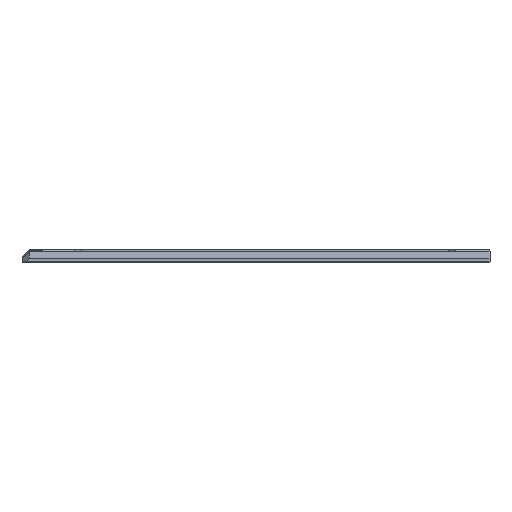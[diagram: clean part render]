
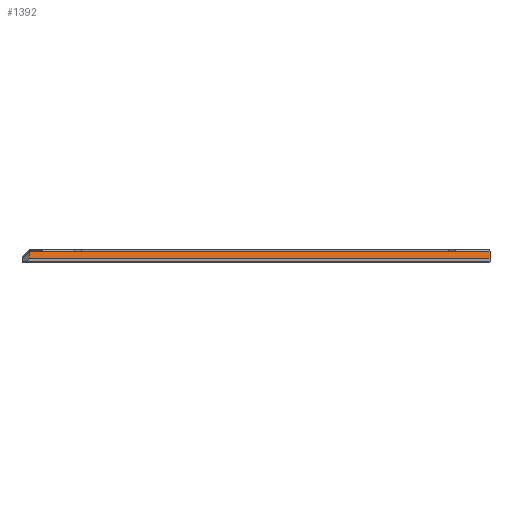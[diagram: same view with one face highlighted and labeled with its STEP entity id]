
A CAD part, top view. The second image highlights one B-rep face of the part: STEP entity #1392.
In plain terms, the highlighted planar face has unit normal (0, 0.866, 0.5).
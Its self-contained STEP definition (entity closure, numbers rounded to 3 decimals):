
#100=FACE_OUTER_BOUND('',#173,.T.);
#173=EDGE_LOOP('',(#967,#968,#969,#970));
#244=LINE('',#1942,#426);
#273=LINE('',#2001,#455);
#274=LINE('',#2003,#456);
#275=LINE('',#2004,#457);
#426=VECTOR('',#1578,10.);
#455=VECTOR('',#1619,10.);
#456=VECTOR('',#1620,10.);
#457=VECTOR('',#1621,10.);
#608=VERTEX_POINT('',#1939);
#609=VERTEX_POINT('',#1941);
#633=VERTEX_POINT('',#2000);
#634=VERTEX_POINT('',#2002);
#734=EDGE_CURVE('',#609,#608,#244,.T.);
#763=EDGE_CURVE('',#608,#633,#273,.T.);
#764=EDGE_CURVE('',#634,#633,#274,.T.);
#765=EDGE_CURVE('',#634,#609,#275,.T.);
#967=ORIENTED_EDGE('',*,*,#734,.T.);
#968=ORIENTED_EDGE('',*,*,#763,.T.);
#969=ORIENTED_EDGE('',*,*,#764,.F.);
#970=ORIENTED_EDGE('',*,*,#765,.T.);
#1327=PLANE('',#1488);
#1392=ADVANCED_FACE('',(#100),#1327,.T.);
#1488=AXIS2_PLACEMENT_3D('',#1999,#1617,#1618);
#1578=DIRECTION('',(0.,0.5,-0.866));
#1617=DIRECTION('center_axis',(0.,0.866,0.5));
#1618=DIRECTION('ref_axis',(0.,-0.5,0.866));
#1619=DIRECTION('',(-1.,0.,0.));
#1620=DIRECTION('',(0.,0.5,-0.866));
#1621=DIRECTION('',(1.,0.,0.));
#1939=CARTESIAN_POINT('',(46.235,4.33,81.928));
#1941=CARTESIAN_POINT('',(46.235,1.53,86.778));
#1942=CARTESIAN_POINT('',(46.235,17.192,59.651));
#1999=CARTESIAN_POINT('Origin',(-71.465,2.93,84.353));
#2000=CARTESIAN_POINT('',(-144.365,4.33,81.928));
#2001=CARTESIAN_POINT('',(-71.465,4.33,81.928));
#2002=CARTESIAN_POINT('',(-144.365,1.53,86.778));
#2003=CARTESIAN_POINT('',(-144.365,36.578,26.073));
#2004=CARTESIAN_POINT('',(-71.465,1.53,86.778));
